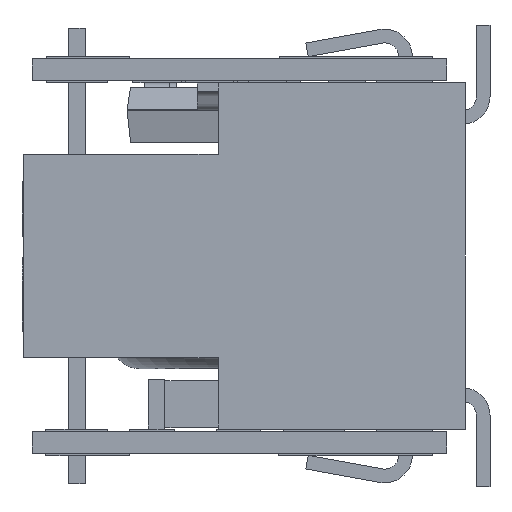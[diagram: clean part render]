
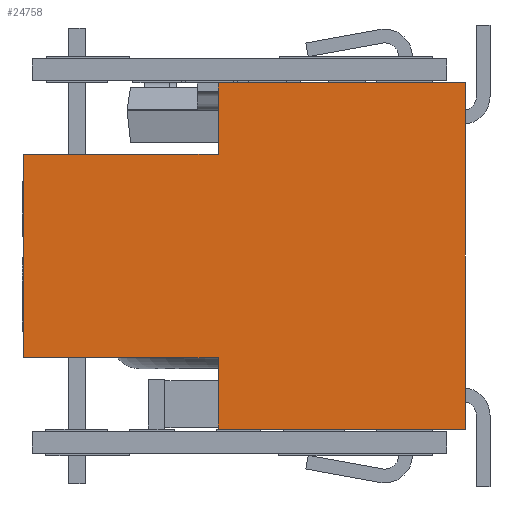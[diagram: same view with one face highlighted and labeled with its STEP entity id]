
A CAD part, left-side view. The second image highlights one B-rep face of the part: STEP entity #24758.
In plain terms, the highlighted planar face has unit normal (-1, 0, 0).
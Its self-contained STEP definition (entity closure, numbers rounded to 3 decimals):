
#36 = EDGE_CURVE ( 'NONE', #26080, #16239, #40751, .T. ) ;
#1579 = CARTESIAN_POINT ( 'NONE',  ( -4.1, 8.5, -1.85 ) ) ;
#3243 = DIRECTION ( 'NONE',  ( 0., 1., 0. ) ) ;
#3680 = CARTESIAN_POINT ( 'NONE',  ( -4.1, 8.5, 3.15 ) ) ;
#5227 = VERTEX_POINT ( 'NONE', #11816 ) ;
#5695 = DIRECTION ( 'NONE',  ( 0., 0., 1. ) ) ;
#7281 = EDGE_CURVE ( 'NONE', #7550, #24076, #7296, .T. ) ;
#7296 = LINE ( 'NONE', #47752, #28046 ) ;
#7550 = VERTEX_POINT ( 'NONE', #47276 ) ;
#8650 = ORIENTED_EDGE ( 'NONE', *, *, #42702, .F. ) ;
#9415 = VERTEX_POINT ( 'NONE', #1579 ) ;
#10472 = FACE_OUTER_BOUND ( 'NONE', #11543, .T. ) ;
#10822 = CARTESIAN_POINT ( 'NONE',  ( -4.1, 8.5, 1.85 ) ) ;
#10982 = DIRECTION ( 'NONE',  ( 0., -1., 0. ) ) ;
#11543 = EDGE_LOOP ( 'NONE', ( #17022, #37121, #42591, #23601, #42147, #47333, #25438, #8650 ) ) ;
#11579 = VECTOR ( 'NONE', #44910, 1000. ) ;
#11816 = CARTESIAN_POINT ( 'NONE',  ( -4.1, 4.95, -3.15 ) ) ;
#12028 = LINE ( 'NONE', #29742, #41970 ) ;
#12125 = DIRECTION ( 'NONE',  ( -1., 0., 0. ) ) ;
#12476 = VECTOR ( 'NONE', #27867, 1000. ) ;
#14325 = VECTOR ( 'NONE', #44098, 1000. ) ;
#16224 = LINE ( 'NONE', #27748, #36975 ) ;
#16239 = VERTEX_POINT ( 'NONE', #17019 ) ;
#17019 = CARTESIAN_POINT ( 'NONE',  ( -4.1, 0.45, 3.15 ) ) ;
#17022 = ORIENTED_EDGE ( 'NONE', *, *, #40458, .T. ) ;
#17297 = CARTESIAN_POINT ( 'NONE',  ( -4.1, 4.95, 1.85 ) ) ;
#17647 = EDGE_CURVE ( 'NONE', #5227, #24398, #42766, .T. ) ;
#20022 = CARTESIAN_POINT ( 'NONE',  ( -4.1, 4.95, -1.85 ) ) ;
#21504 = CARTESIAN_POINT ( 'NONE',  ( -4.1, 8.5, -3.15 ) ) ;
#23601 = ORIENTED_EDGE ( 'NONE', *, *, #36, .F. ) ;
#24076 = VERTEX_POINT ( 'NONE', #10822 ) ;
#24398 = VERTEX_POINT ( 'NONE', #36592 ) ;
#24758 = ADVANCED_FACE ( 'NONE', ( #10472 ), #27367, .T. ) ;
#25438 = ORIENTED_EDGE ( 'NONE', *, *, #48481, .T. ) ;
#26080 = VERTEX_POINT ( 'NONE', #26822 ) ;
#26822 = CARTESIAN_POINT ( 'NONE',  ( -4.1, 4.95, 3.15 ) ) ;
#27367 = PLANE ( 'NONE',  #41641 ) ;
#27748 = CARTESIAN_POINT ( 'NONE',  ( -4.1, 0.45, 3.15 ) ) ;
#27867 = DIRECTION ( 'NONE',  ( 0., 0., -1. ) ) ;
#28046 = VECTOR ( 'NONE', #3243, 1000. ) ;
#29742 = CARTESIAN_POINT ( 'NONE',  ( -4.1, 8.5, 3.15 ) ) ;
#31520 = DIRECTION ( 'NONE',  ( 0., 0., -1. ) ) ;
#33268 = LINE ( 'NONE', #20022, #12476 ) ;
#33433 = VERTEX_POINT ( 'NONE', #34458 ) ;
#33570 = EDGE_CURVE ( 'NONE', #16239, #24398, #16224, .T. ) ;
#33700 = DIRECTION ( 'NONE',  ( 0., 0., -1. ) ) ;
#34458 = CARTESIAN_POINT ( 'NONE',  ( -4.1, 4.95, -1.85 ) ) ;
#35490 = VECTOR ( 'NONE', #5695, 1000. ) ;
#35539 = CARTESIAN_POINT ( 'NONE',  ( -4.1, 8.5, 3.15 ) ) ;
#36592 = CARTESIAN_POINT ( 'NONE',  ( -4.1, 0.45, -3.15 ) ) ;
#36700 = LINE ( 'NONE', #17297, #35490 ) ;
#36975 = VECTOR ( 'NONE', #31520, 1000. ) ;
#37121 = ORIENTED_EDGE ( 'NONE', *, *, #17647, .T. ) ;
#39455 = DIRECTION ( 'NONE',  ( 0., 0., 1. ) ) ;
#39549 = VECTOR ( 'NONE', #10982, 1000. ) ;
#40339 = CARTESIAN_POINT ( 'NONE',  ( -4.1, 8.5, -1.85 ) ) ;
#40458 = EDGE_CURVE ( 'NONE', #33433, #5227, #33268, .T. ) ;
#40751 = LINE ( 'NONE', #3680, #39549 ) ;
#41148 = EDGE_CURVE ( 'NONE', #7550, #26080, #36700, .T. ) ;
#41641 = AXIS2_PLACEMENT_3D ( 'NONE', #35539, #12125, #39455 ) ;
#41970 = VECTOR ( 'NONE', #33700, 1000. ) ;
#42147 = ORIENTED_EDGE ( 'NONE', *, *, #41148, .F. ) ;
#42591 = ORIENTED_EDGE ( 'NONE', *, *, #33570, .F. ) ;
#42702 = EDGE_CURVE ( 'NONE', #33433, #9415, #44246, .T. ) ;
#42766 = LINE ( 'NONE', #21504, #11579 ) ;
#44098 = DIRECTION ( 'NONE',  ( 0., 1., 0. ) ) ;
#44246 = LINE ( 'NONE', #40339, #14325 ) ;
#44910 = DIRECTION ( 'NONE',  ( 0., -1., 0. ) ) ;
#47276 = CARTESIAN_POINT ( 'NONE',  ( -4.1, 4.95, 1.85 ) ) ;
#47333 = ORIENTED_EDGE ( 'NONE', *, *, #7281, .T. ) ;
#47752 = CARTESIAN_POINT ( 'NONE',  ( -4.1, 4.95, 1.85 ) ) ;
#48481 = EDGE_CURVE ( 'NONE', #24076, #9415, #12028, .T. ) ;
